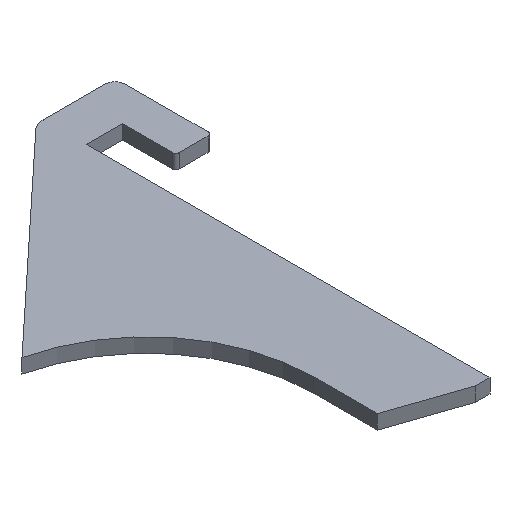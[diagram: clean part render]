
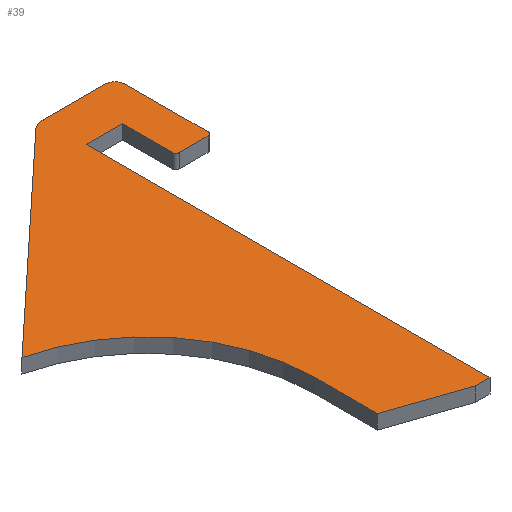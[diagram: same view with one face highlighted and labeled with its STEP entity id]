
A CAD part, isometric view. The second image highlights one B-rep face of the part: STEP entity #39.
In plain terms, the highlighted planar face has unit normal (0, 0, 1).
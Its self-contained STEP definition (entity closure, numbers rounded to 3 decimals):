
#4 = ORIENTED_EDGE ( 'NONE', *, *, #433, .T. ) ;
#14 = DIRECTION ( 'NONE',  ( -0.946, 0.323, 0. ) ) ;
#15 = DIRECTION ( 'NONE',  ( 1., 0., 0. ) ) ;
#19 = CARTESIAN_POINT ( 'NONE',  ( 91.1, 74., 4. ) ) ;
#21 = CARTESIAN_POINT ( 'NONE',  ( 90.1, 74., 4. ) ) ;
#22 = DIRECTION ( 'NONE',  ( 0., 0., -1. ) ) ;
#26 = CARTESIAN_POINT ( 'NONE',  ( 10.372, 45.328, 4. ) ) ;
#32 = VERTEX_POINT ( 'NONE', #342 ) ;
#33 = VECTOR ( 'NONE', #110, 1000. ) ;
#39 = ADVANCED_FACE ( 'NONE', ( #465 ), #200, .F. ) ;
#41 = ORIENTED_EDGE ( 'NONE', *, *, #113, .T. ) ;
#45 = DIRECTION ( 'NONE',  ( 0., 1., 0. ) ) ;
#51 = LINE ( 'NONE', #64, #520 ) ;
#53 = CIRCLE ( 'NONE', #274, 5. ) ;
#60 = LINE ( 'NONE', #62, #33 ) ;
#62 = CARTESIAN_POINT ( 'NONE',  ( 91.1, 100., 4. ) ) ;
#64 = CARTESIAN_POINT ( 'NONE',  ( 81.1, 73., 4. ) ) ;
#66 = ORIENTED_EDGE ( 'NONE', *, *, #574, .T. ) ;
#69 = DIRECTION ( 'NONE',  ( 0., -1., 0. ) ) ;
#75 = VERTEX_POINT ( 'NONE', #19 ) ;
#77 = EDGE_CURVE ( 'NONE', #292, #169, #267, .T. ) ;
#78 = LINE ( 'NONE', #384, #117 ) ;
#91 = DIRECTION ( 'NONE',  ( 0., 0., 1. ) ) ;
#96 = CARTESIAN_POINT ( 'NONE',  ( 88.1, 100., 4. ) ) ;
#110 = DIRECTION ( 'NONE',  ( -1., 0., 0. ) ) ;
#111 = VECTOR ( 'NONE', #14, 1000. ) ;
#113 = EDGE_CURVE ( 'NONE', #169, #310, #60, .T. ) ;
#117 = VECTOR ( 'NONE', #249, 1000. ) ;
#119 = VERTEX_POINT ( 'NONE', #256 ) ;
#136 = CARTESIAN_POINT ( 'NONE',  ( 0., 0., 4. ) ) ;
#137 = EDGE_CURVE ( 'NONE', #219, #378, #549, .T. ) ;
#143 = VERTEX_POINT ( 'NONE', #432 ) ;
#145 = EDGE_CURVE ( 'NONE', #32, #266, #78, .T. ) ;
#150 = CARTESIAN_POINT ( 'NONE',  ( 90.1, 73., 4. ) ) ;
#153 = CARTESIAN_POINT ( 'NONE',  ( 91.1, 97., 4. ) ) ;
#154 = EDGE_CURVE ( 'NONE', #143, #362, #221, .T. ) ;
#157 = VERTEX_POINT ( 'NONE', #252 ) ;
#169 = VERTEX_POINT ( 'NONE', #96 ) ;
#183 = ORIENTED_EDGE ( 'NONE', *, *, #333, .T. ) ;
#185 = VECTOR ( 'NONE', #69, 1000. ) ;
#188 = CARTESIAN_POINT ( 'NONE',  ( 70.97, 95., 4. ) ) ;
#200 = PLANE ( 'NONE',  #308 ) ;
#203 = CIRCLE ( 'NONE', #282, 1. ) ;
#206 = DIRECTION ( 'NONE',  ( 0., 0., 1. ) ) ;
#208 = VERTEX_POINT ( 'NONE', #150 ) ;
#209 = ORIENTED_EDGE ( 'NONE', *, *, #504, .T. ) ;
#211 = CARTESIAN_POINT ( 'NONE',  ( 88.1, 97., 4. ) ) ;
#213 = ORIENTED_EDGE ( 'NONE', *, *, #366, .T. ) ;
#219 = VERTEX_POINT ( 'NONE', #572 ) ;
#221 = LINE ( 'NONE', #346, #536 ) ;
#226 = VECTOR ( 'NONE', #522, 1000. ) ;
#238 = CARTESIAN_POINT ( 'NONE',  ( 67., -25., 4. ) ) ;
#249 = DIRECTION ( 'NONE',  ( -0.731, -0.682, 0. ) ) ;
#252 = CARTESIAN_POINT ( 'NONE',  ( 81.1, 74., 4. ) ) ;
#256 = CARTESIAN_POINT ( 'NONE',  ( 46.5, 0., 4. ) ) ;
#260 = CARTESIAN_POINT ( 'NONE',  ( 82.1, 74., 4. ) ) ;
#261 = AXIS2_PLACEMENT_3D ( 'NONE', #211, #496, #499 ) ;
#265 = EDGE_CURVE ( 'NONE', #157, #338, #203, .T. ) ;
#266 = VERTEX_POINT ( 'NONE', #26 ) ;
#267 = CIRCLE ( 'NONE', #261, 3. ) ;
#274 = AXIS2_PLACEMENT_3D ( 'NONE', #188, #91, #332 ) ;
#281 = ORIENTED_EDGE ( 'NONE', *, *, #477, .T. ) ;
#282 = AXIS2_PLACEMENT_3D ( 'NONE', #260, #585, #590 ) ;
#284 = LINE ( 'NONE', #238, #226 ) ;
#291 = VERTEX_POINT ( 'NONE', #498 ) ;
#292 = VERTEX_POINT ( 'NONE', #153 ) ;
#295 = LINE ( 'NONE', #416, #185 ) ;
#298 = CARTESIAN_POINT ( 'NONE',  ( 71., 88., 4. ) ) ;
#302 = ORIENTED_EDGE ( 'NONE', *, *, #265, .T. ) ;
#308 = AXIS2_PLACEMENT_3D ( 'NONE', #397, #22, #447 ) ;
#310 = VERTEX_POINT ( 'NONE', #394 ) ;
#313 = AXIS2_PLACEMENT_3D ( 'NONE', #136, #419, #608 ) ;
#315 = ORIENTED_EDGE ( 'NONE', *, *, #595, .T. ) ;
#316 = ORIENTED_EDGE ( 'NONE', *, *, #526, .T. ) ;
#319 = AXIS2_PLACEMENT_3D ( 'NONE', #21, #206, #539 ) ;
#327 = CARTESIAN_POINT ( 'NONE',  ( 71., 88., 4. ) ) ;
#332 = DIRECTION ( 'NONE',  ( -1., 0., 0. ) ) ;
#333 = EDGE_CURVE ( 'NONE', #338, #208, #51, .T. ) ;
#338 = VERTEX_POINT ( 'NONE', #580 ) ;
#342 = CARTESIAN_POINT ( 'NONE',  ( 67.56, 98.657, 4. ) ) ;
#346 = CARTESIAN_POINT ( 'NONE',  ( 71., -25., 4. ) ) ;
#358 = VECTOR ( 'NONE', #475, 1000. ) ;
#362 = VERTEX_POINT ( 'NONE', #298 ) ;
#366 = EDGE_CURVE ( 'NONE', #208, #75, #431, .T. ) ;
#378 = VERTEX_POINT ( 'NONE', #457 ) ;
#379 = DIRECTION ( 'NONE',  ( 1., 0., 0. ) ) ;
#381 = DIRECTION ( 'NONE',  ( 0., 1., 0. ) ) ;
#383 = ORIENTED_EDGE ( 'NONE', *, *, #514, .T. ) ;
#384 = CARTESIAN_POINT ( 'NONE',  ( 69., 100., 4. ) ) ;
#394 = CARTESIAN_POINT ( 'NONE',  ( 70.97, 100., 4. ) ) ;
#397 = CARTESIAN_POINT ( 'NONE',  ( 0., 0., 4. ) ) ;
#407 = LINE ( 'NONE', #426, #358 ) ;
#415 = LINE ( 'NONE', #327, #490 ) ;
#416 = CARTESIAN_POINT ( 'NONE',  ( 81.1, 88., 4. ) ) ;
#419 = DIRECTION ( 'NONE',  ( 0., 0., -1. ) ) ;
#426 = CARTESIAN_POINT ( 'NONE',  ( 46.5, 0., 4. ) ) ;
#431 = CIRCLE ( 'NONE', #319, 1. ) ;
#432 = CARTESIAN_POINT ( 'NONE',  ( 71., -25., 4. ) ) ;
#433 = EDGE_CURVE ( 'NONE', #291, #157, #295, .T. ) ;
#439 = ORIENTED_EDGE ( 'NONE', *, *, #137, .F. ) ;
#447 = DIRECTION ( 'NONE',  ( -1., 0., 0. ) ) ;
#450 = ORIENTED_EDGE ( 'NONE', *, *, #77, .T. ) ;
#454 = CIRCLE ( 'NONE', #313, 46.5 ) ;
#457 = CARTESIAN_POINT ( 'NONE',  ( 46.5, -18., 4. ) ) ;
#465 = FACE_OUTER_BOUND ( 'NONE', #563, .T. ) ;
#475 = DIRECTION ( 'NONE',  ( 0., -1., 0. ) ) ;
#477 = EDGE_CURVE ( 'NONE', #75, #292, #548, .T. ) ;
#490 = VECTOR ( 'NONE', #379, 1000. ) ;
#496 = DIRECTION ( 'NONE',  ( 0., 0., 1. ) ) ;
#498 = CARTESIAN_POINT ( 'NONE',  ( 81.1, 88., 4. ) ) ;
#499 = DIRECTION ( 'NONE',  ( -1., 0., 0. ) ) ;
#504 = EDGE_CURVE ( 'NONE', #266, #119, #454, .T. ) ;
#512 = ORIENTED_EDGE ( 'NONE', *, *, #154, .T. ) ;
#514 = EDGE_CURVE ( 'NONE', #310, #32, #53, .T. ) ;
#520 = VECTOR ( 'NONE', #15, 1000. ) ;
#522 = DIRECTION ( 'NONE',  ( 1., 0., 0. ) ) ;
#525 = ORIENTED_EDGE ( 'NONE', *, *, #145, .T. ) ;
#526 = EDGE_CURVE ( 'NONE', #362, #291, #415, .T. ) ;
#536 = VECTOR ( 'NONE', #381, 1000. ) ;
#539 = DIRECTION ( 'NONE',  ( -1., 0., 0. ) ) ;
#548 = LINE ( 'NONE', #560, #555 ) ;
#549 = LINE ( 'NONE', #604, #111 ) ;
#555 = VECTOR ( 'NONE', #45, 1000. ) ;
#560 = CARTESIAN_POINT ( 'NONE',  ( 91.1, 73., 4. ) ) ;
#563 = EDGE_LOOP ( 'NONE', ( #4, #302, #183, #213, #281, #450, #41, #383, #525, #209, #315, #439, #66, #512, #316 ) ) ;
#572 = CARTESIAN_POINT ( 'NONE',  ( 67., -25., 4. ) ) ;
#574 = EDGE_CURVE ( 'NONE', #219, #143, #284, .T. ) ;
#580 = CARTESIAN_POINT ( 'NONE',  ( 82.1, 73., 4. ) ) ;
#585 = DIRECTION ( 'NONE',  ( 0., 0., 1. ) ) ;
#590 = DIRECTION ( 'NONE',  ( -1., 0., 0. ) ) ;
#595 = EDGE_CURVE ( 'NONE', #119, #378, #407, .T. ) ;
#604 = CARTESIAN_POINT ( 'NONE',  ( 67., -25., 4. ) ) ;
#608 = DIRECTION ( 'NONE',  ( -1., 0., 0. ) ) ;
